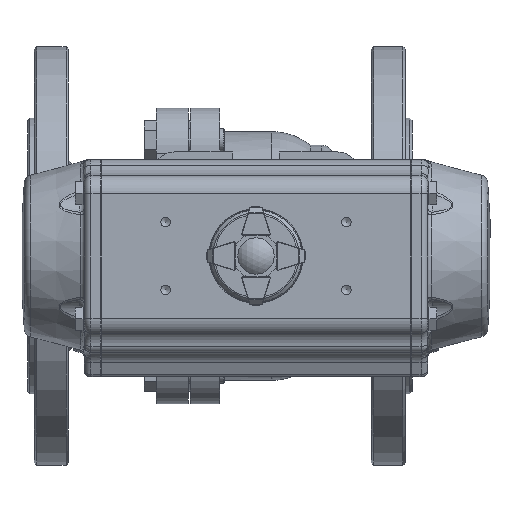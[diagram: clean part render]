
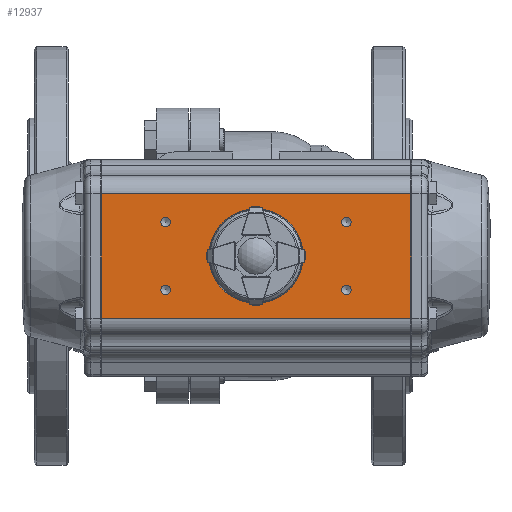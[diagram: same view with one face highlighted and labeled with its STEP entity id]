
A CAD part, left-side view. The second image highlights one B-rep face of the part: STEP entity #12937.
In plain terms, the highlighted face is planar.
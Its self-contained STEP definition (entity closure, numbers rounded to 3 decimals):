
#1533=LINE('',#26737,#2290);
#1548=LINE('',#26810,#2305);
#1563=LINE('',#26873,#2320);
#1564=LINE('',#26875,#2321);
#2290=VECTOR('',#18632,1000.);
#2305=VECTOR('',#18691,1000.);
#2320=VECTOR('',#18748,1000.);
#2321=VECTOR('',#18751,1000.);
#5460=ORIENTED_EDGE('',*,*,#7488,.F.);
#5461=ORIENTED_EDGE('',*,*,#7556,.F.);
#5462=ORIENTED_EDGE('',*,*,#7524,.T.);
#5463=ORIENTED_EDGE('',*,*,#7557,.T.);
#5464=ORIENTED_EDGE('',*,*,#7150,.T.);
#5465=ORIENTED_EDGE('',*,*,#7142,.F.);
#5466=ORIENTED_EDGE('',*,*,#7144,.F.);
#5467=ORIENTED_EDGE('',*,*,#7146,.F.);
#5468=ORIENTED_EDGE('',*,*,#7148,.F.);
#7142=EDGE_CURVE('',#8649,#8649,#9551,.T.);
#7144=EDGE_CURVE('',#8652,#8652,#9553,.T.);
#7146=EDGE_CURVE('',#8655,#8655,#9555,.T.);
#7148=EDGE_CURVE('',#8658,#8658,#9557,.T.);
#7150=EDGE_CURVE('',#8660,#8660,#9559,.T.);
#7488=EDGE_CURVE('',#8869,#8870,#1533,.T.);
#7524=EDGE_CURVE('',#8906,#8905,#1548,.T.);
#7556=EDGE_CURVE('',#8906,#8869,#1563,.T.);
#7557=EDGE_CURVE('',#8905,#8870,#1564,.T.);
#8649=VERTEX_POINT('',#24101);
#8652=VERTEX_POINT('',#24108);
#8655=VERTEX_POINT('',#24115);
#8658=VERTEX_POINT('',#24122);
#8660=VERTEX_POINT('',#24127);
#8869=VERTEX_POINT('',#26736);
#8870=VERTEX_POINT('',#26738);
#8905=VERTEX_POINT('',#26809);
#8906=VERTEX_POINT('',#26811);
#9551=CIRCLE('',#15035,2.1);
#9553=CIRCLE('',#15039,2.1);
#9555=CIRCLE('',#15043,2.1);
#9557=CIRCLE('',#15047,2.1);
#9559=CIRCLE('',#15050,15.8);
#10770=EDGE_LOOP('',(#5460,#5461,#5462,#5463));
#10771=EDGE_LOOP('',(#5464));
#10772=EDGE_LOOP('',(#5465));
#10773=EDGE_LOOP('',(#5466));
#10774=EDGE_LOOP('',(#5467));
#10775=EDGE_LOOP('',(#5468));
#11852=FACE_BOUND('',#10770,.T.);
#11853=FACE_BOUND('',#10771,.T.);
#11854=FACE_BOUND('',#10772,.T.);
#11855=FACE_BOUND('',#10773,.T.);
#11856=FACE_BOUND('',#10774,.T.);
#11857=FACE_BOUND('',#10775,.T.);
#12230=PLANE('',#15411);
#12937=ADVANCED_FACE('',(#11852,#11853,#11854,#11855,#11856,#11857),#12230,
 .T.);
#15035=AXIS2_PLACEMENT_3D('',#24100,#17926,#17927);
#15039=AXIS2_PLACEMENT_3D('',#24107,#17934,#17935);
#15043=AXIS2_PLACEMENT_3D('',#24114,#17942,#17943);
#15047=AXIS2_PLACEMENT_3D('',#24121,#17950,#17951);
#15050=AXIS2_PLACEMENT_3D('',#24126,#17956,#17957);
#15411=AXIS2_PLACEMENT_3D('',#27009,#18889,#18890);
#17926=DIRECTION('',(0.,1.,0.));
#17927=DIRECTION('',(0.,0.,1.));
#17934=DIRECTION('',(0.,1.,0.));
#17935=DIRECTION('',(0.,0.,1.));
#17942=DIRECTION('',(0.,1.,0.));
#17943=DIRECTION('',(0.,0.,1.));
#17950=DIRECTION('',(0.,1.,0.));
#17951=DIRECTION('',(0.,0.,1.));
#17956=DIRECTION('',(0.,-1.,0.));
#17957=DIRECTION('',(-1.,0.,0.));
#18632=DIRECTION('',(1.,0.,0.));
#18691=DIRECTION('',(1.,0.,0.));
#18748=DIRECTION('',(0.,0.,-1.));
#18751=DIRECTION('',(0.,0.,-1.));
#18889=DIRECTION('',(0.,1.,0.));
#18890=DIRECTION('',(1.,0.,0.));
#24100=CARTESIAN_POINT('',(15.,51.,40.));
#24101=CARTESIAN_POINT('',(15.,51.,42.1));
#24107=CARTESIAN_POINT('',(-15.,51.,40.));
#24108=CARTESIAN_POINT('',(-15.,51.,42.1));
#24114=CARTESIAN_POINT('',(15.,51.,-40.));
#24115=CARTESIAN_POINT('',(15.,51.,-37.9));
#24121=CARTESIAN_POINT('',(-15.,51.,-40.));
#24122=CARTESIAN_POINT('',(-15.,51.,-37.9));
#24126=CARTESIAN_POINT('',(0.,51.,0.));
#24127=CARTESIAN_POINT('',(-15.8,51.,0.));
#26736=CARTESIAN_POINT('',(-27.474,51.,-68.5));
#26737=CARTESIAN_POINT('',(-27.474,51.,-68.5));
#26738=CARTESIAN_POINT('',(27.474,51.,-68.5));
#26809=CARTESIAN_POINT('',(27.474,51.,68.5));
#26810=CARTESIAN_POINT('',(-27.474,51.,68.5));
#26811=CARTESIAN_POINT('',(-27.474,51.,68.5));
#26873=CARTESIAN_POINT('',(-27.474,51.,68.5));
#26875=CARTESIAN_POINT('',(27.474,51.,68.5));
#27009=CARTESIAN_POINT('',(-27.474,51.,68.5));
